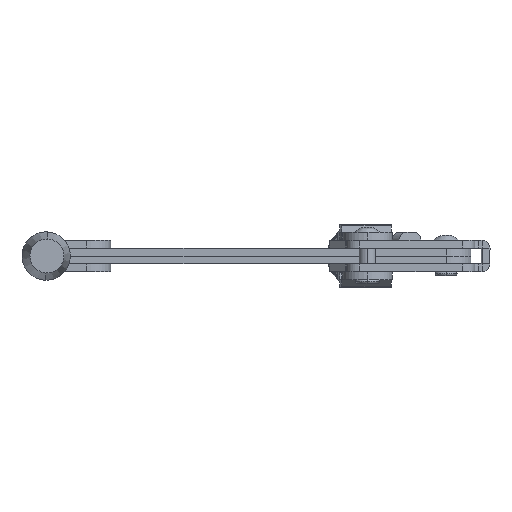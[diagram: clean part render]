
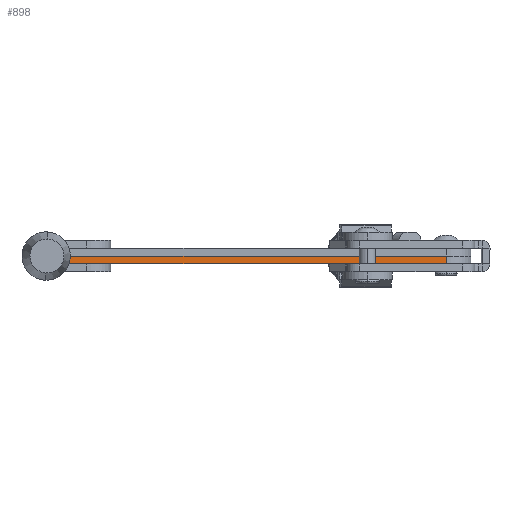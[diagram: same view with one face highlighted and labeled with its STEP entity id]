
A CAD part, front view. The second image highlights one B-rep face of the part: STEP entity #898.
In plain terms, the highlighted face is planar.
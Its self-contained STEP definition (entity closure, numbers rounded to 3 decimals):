
#692 = EDGE_CURVE ( 'NONE', #748, #706, #8271, .T. ) ;
#700 = VERTEX_POINT ( 'NONE', #9088 ) ;
#701 = EDGE_CURVE ( 'NONE', #700, #706, #9075, .T. ) ;
#706 = VERTEX_POINT ( 'NONE', #9078 ) ;
#748 = VERTEX_POINT ( 'NONE', #9189 ) ;
#757 = EDGE_CURVE ( 'NONE', #796, #700, #9171, .T. ) ;
#796 = VERTEX_POINT ( 'NONE', #9343 ) ;
#801 = EDGE_CURVE ( 'NONE', #796, #748, #9334, .T. ) ;
#885 = ORIENTED_EDGE ( 'NONE', *, *, #701, .T. ) ;
#887 = ORIENTED_EDGE ( 'NONE', *, *, #692, .F. ) ;
#898 = ADVANCED_FACE ( 'NONE', ( #9857 ), #9907, .F. ) ;
#900 = EDGE_LOOP ( 'NONE', ( #885, #887, #905, #909 ) ) ;
#905 = ORIENTED_EDGE ( 'NONE', *, *, #801, .F. ) ;
#909 = ORIENTED_EDGE ( 'NONE', *, *, #757, .T. ) ;
#8252 = CARTESIAN_POINT ( 'NONE',  ( 8564.536, -3998.464, 3. ) ) ;
#8271 = LINE ( 'NONE', #8252, #8672 ) ;
#8509 = DIRECTION ( 'NONE',  ( 0., 0., -1. ) ) ;
#8672 = VECTOR ( 'NONE', #8509, 1000. ) ;
#9072 = DIRECTION ( 'NONE',  ( 1., 0., 0. ) ) ;
#9073 = VECTOR ( 'NONE', #9072, 1000. ) ;
#9074 = CARTESIAN_POINT ( 'NONE',  ( 8564.536, -3998.464, 0. ) ) ;
#9075 = LINE ( 'NONE', #9074, #9073 ) ;
#9078 = CARTESIAN_POINT ( 'NONE',  ( 8564.536, -3998.464, 0. ) ) ;
#9088 = CARTESIAN_POINT ( 'NONE',  ( 8416.036, -3998.464, 0. ) ) ;
#9137 = VECTOR ( 'NONE', #9167, 1000. ) ;
#9167 = DIRECTION ( 'NONE',  ( 0., 0., -1. ) ) ;
#9170 = CARTESIAN_POINT ( 'NONE',  ( 8416.036, -3998.464, 3. ) ) ;
#9171 = LINE ( 'NONE', #9170, #9137 ) ;
#9189 = CARTESIAN_POINT ( 'NONE',  ( 8564.536, -3998.464, 3. ) ) ;
#9325 = VECTOR ( 'NONE', #9344, 1000. ) ;
#9334 = LINE ( 'NONE', #9345, #9325 ) ;
#9343 = CARTESIAN_POINT ( 'NONE',  ( 8416.036, -3998.464, 3. ) ) ;
#9344 = DIRECTION ( 'NONE',  ( 1., 0., 0. ) ) ;
#9345 = CARTESIAN_POINT ( 'NONE',  ( 8564.536, -3998.464, 3. ) ) ;
#9857 = FACE_OUTER_BOUND ( 'NONE', #900, .T. ) ;
#9901 = DIRECTION ( 'NONE',  ( -1., 0., 0. ) ) ;
#9902 = DIRECTION ( 'NONE',  ( 0., 1., 0. ) ) ;
#9903 = CARTESIAN_POINT ( 'NONE',  ( 8564.536, -3998.464, 3. ) ) ;
#9905 = AXIS2_PLACEMENT_3D ( 'NONE', #9903, #9902, #9901 ) ;
#9907 = PLANE ( 'NONE',  #9905 ) ;
